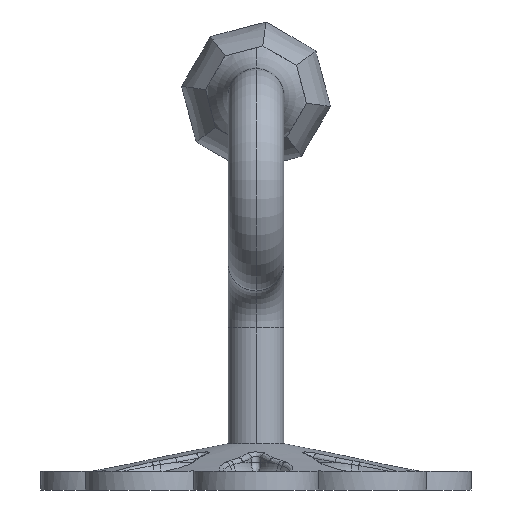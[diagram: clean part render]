
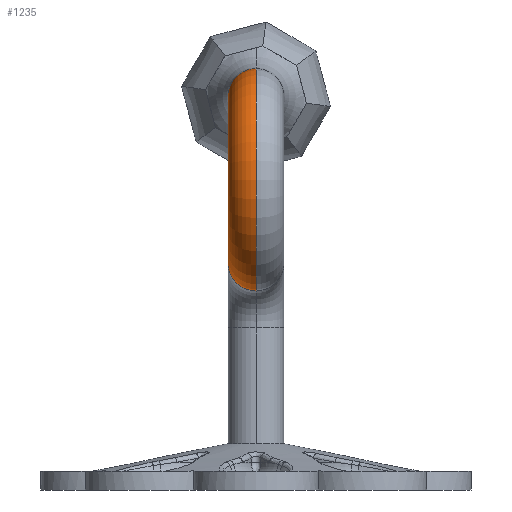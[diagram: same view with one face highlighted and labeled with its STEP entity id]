
A CAD part, front view. The second image highlights one B-rep face of the part: STEP entity #1235.
In plain terms, the highlighted toroidal (fillet/blend) face has major radius 18 mm and minor radius 6 mm.
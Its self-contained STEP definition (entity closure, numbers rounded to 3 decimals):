
#429 = DIRECTION ( 'NONE',  ( 0., 0., 1. ) ) ;
#633 = AXIS2_PLACEMENT_3D ( 'NONE', #14375, #3957, #16066 ) ;
#1235 = ADVANCED_FACE ( 'NONE', ( #11594 ), #5295, .T. ) ;
#2248 = EDGE_LOOP ( 'NONE', ( #2971, #15223, #19150, #2926 ) ) ;
#2926 = ORIENTED_EDGE ( 'NONE', *, *, #15149, .F. ) ;
#2971 = ORIENTED_EDGE ( 'NONE', *, *, #5185, .T. ) ;
#3922 = DIRECTION ( 'NONE',  ( 0., 0., 1. ) ) ;
#3926 = CARTESIAN_POINT ( 'NONE',  ( 0., -14.008, 75. ) ) ;
#3957 = DIRECTION ( 'NONE',  ( 0., -1., 0. ) ) ;
#3991 = CARTESIAN_POINT ( 'NONE',  ( 0., -14.008, 57. ) ) ;
#4034 = DIRECTION ( 'NONE',  ( -1., 0., 0. ) ) ;
#5185 = EDGE_CURVE ( 'NONE', #21528, #14891, #5732, .T. ) ;
#5295 = TOROIDAL_SURFACE ( 'NONE', #10969, 18., 6. ) ;
#5696 = DIRECTION ( 'NONE',  ( 1., 0., 0. ) ) ;
#5732 = CIRCLE ( 'NONE', #633, 6. ) ;
#8218 = AXIS2_PLACEMENT_3D ( 'NONE', #19970, #9800, #21663 ) ;
#8661 = CARTESIAN_POINT ( 'NONE',  ( 0., -14.008, 45. ) ) ;
#9800 = DIRECTION ( 'NONE',  ( -1., 0., 0. ) ) ;
#10969 = AXIS2_PLACEMENT_3D ( 'NONE', #3991, #4034, #3922 ) ;
#11020 = DIRECTION ( 'NONE',  ( -1., 0., 0. ) ) ;
#11103 = AXIS2_PLACEMENT_3D ( 'NONE', #21152, #11020, #429 ) ;
#11594 = FACE_OUTER_BOUND ( 'NONE', #2248, .T. ) ;
#11669 = CARTESIAN_POINT ( 'NONE',  ( 0., -14.008, 81. ) ) ;
#13905 = VERTEX_POINT ( 'NONE', #17273 ) ;
#14375 = CARTESIAN_POINT ( 'NONE',  ( 0., -14.008, 39. ) ) ;
#14491 = CIRCLE ( 'NONE', #15852, 6. ) ;
#14566 = CIRCLE ( 'NONE', #11103, 12. ) ;
#14891 = VERTEX_POINT ( 'NONE', #16812 ) ;
#15149 = EDGE_CURVE ( 'NONE', #21528, #13905, #14566, .T. ) ;
#15223 = ORIENTED_EDGE ( 'NONE', *, *, #19635, .T. ) ;
#15567 = CIRCLE ( 'NONE', #8218, 24. ) ;
#15852 = AXIS2_PLACEMENT_3D ( 'NONE', #3926, #16040, #5696 ) ;
#16040 = DIRECTION ( 'NONE',  ( 0., 1., 0. ) ) ;
#16066 = DIRECTION ( 'NONE',  ( 1., 0., 0. ) ) ;
#16812 = CARTESIAN_POINT ( 'NONE',  ( 0., -14.008, 33. ) ) ;
#17273 = CARTESIAN_POINT ( 'NONE',  ( 0., -14.008, 69. ) ) ;
#19150 = ORIENTED_EDGE ( 'NONE', *, *, #19811, .F. ) ;
#19635 = EDGE_CURVE ( 'NONE', #14891, #20063, #15567, .T. ) ;
#19811 = EDGE_CURVE ( 'NONE', #13905, #20063, #14491, .T. ) ;
#19970 = CARTESIAN_POINT ( 'NONE',  ( 0., -14.008, 57. ) ) ;
#20063 = VERTEX_POINT ( 'NONE', #11669 ) ;
#21152 = CARTESIAN_POINT ( 'NONE',  ( 0., -14.008, 57. ) ) ;
#21528 = VERTEX_POINT ( 'NONE', #8661 ) ;
#21663 = DIRECTION ( 'NONE',  ( 0., 0., 1. ) ) ;
